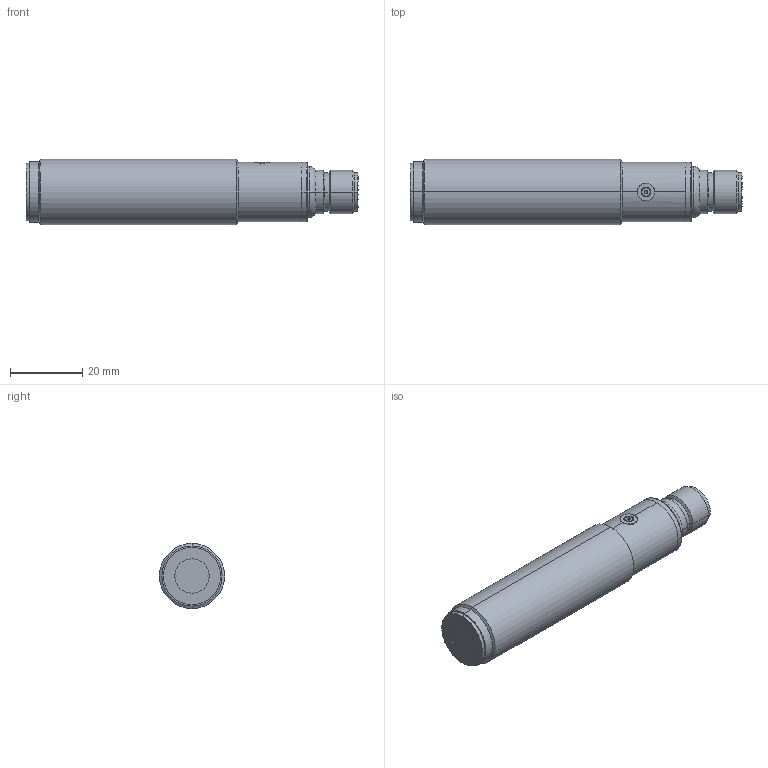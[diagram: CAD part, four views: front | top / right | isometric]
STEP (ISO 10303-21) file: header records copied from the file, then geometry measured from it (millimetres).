
FILE_DESCRIPTION (( 'STEP AP214' ), '1' );
FILE_NAME ('UK1D-E4-0E.step', '2018-04-12T21:33:30', ( '' ), ( '' ), 'SwSTEP 2.0', 'SolidWorks 2017', '' );
FILE_SCHEMA (( 'AUTOMOTIVE_DESIGN' ));
Length unit declared in the file: inch
Products named in the file (1): UK1D-E4-0E
Bounding box: 91.6 x 18 x 18 mm (x, y, z)
Volume: 19698.6 mm3; surface area: 6889.4 mm2
Topology: 6 solids, 6 shells, 106 faces, 241 edges, 145 vertices
Faces by surface type: cylinder 48, cone 23, plane 21, bspline 14
Entity records: 4637 total; most frequent: CARTESIAN_POINT 771, DIRECTION 554, ORIENTED_EDGE 462, AXIS2_PLACEMENT_3D 238, EDGE_CURVE 231, CIRCLE 145, VERTEX_POINT 145, EDGE_LOOP 118
